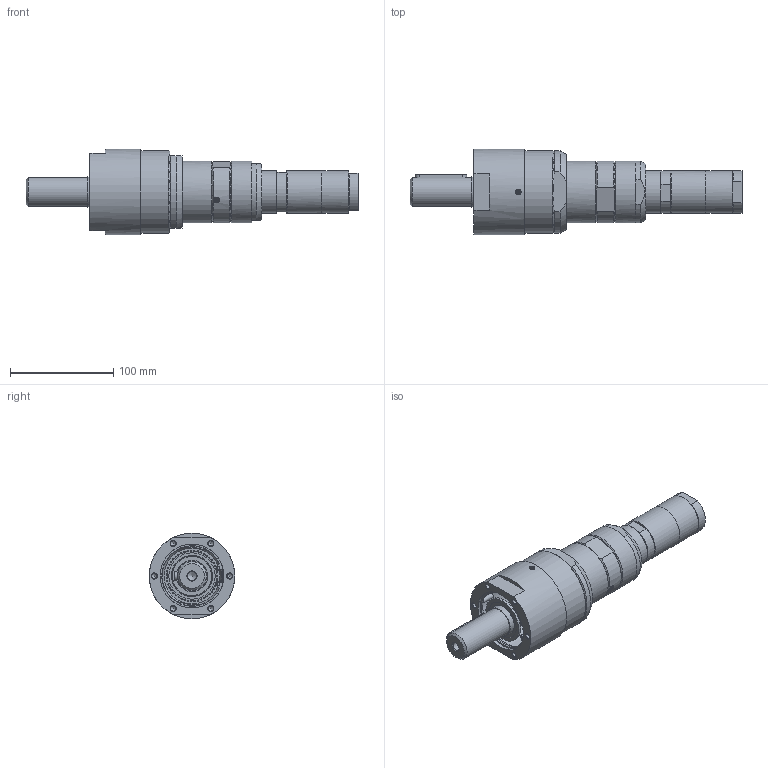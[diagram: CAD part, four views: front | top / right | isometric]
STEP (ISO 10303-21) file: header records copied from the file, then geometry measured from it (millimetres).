
FILE_DESCRIPTION(/* description */ (''),/* implementation_level */ '2;1');
FILE_NAME(/* name */ 'MUD 23-7_60008967.stp',/* time_stamp */ '2018-10-23T17:40:33+02:00',/* author */ ('flambert'),/* organization */ (''),/* preprocessor_version */ 'ST-DEVELOPER v17',/* originating_system */ 'Autodesk Inventor 2018',/* authorisation */ '');
FILE_SCHEMA (('AUTOMOTIVE_DESIGN { 1 0 10303 214 3 1 1 }'));
Length unit declared in the file: millimetre
Products named in the file (1): MUD 23-7_60008967
Bounding box: 322 x 83 x 83 mm (x, y, z)
Volume: 819573.6 mm3; surface area: 84569.1 mm2
Topology: 1 solids, 58 shells, 594 faces, 1374 edges, 924 vertices
Faces by surface type: cylinder 281, plane 239, cone 55, torus 8, bspline 7, sphere 4
Full cylindrical faces by diameter (mm): 1.55 x4, 2.5 x2, 3.3 x2, 3.6 x2, 4 x3, 4.917 x6, 5 x2, 5.5 x2, 8.376 x1, 11.445 x3, 28 x1, 30 x2, 36.5 x1, 37.633 x1, 38 x1, 40 x1, 41.5 x3, 42 x1, 45 x1, 60 x2, 62 x2, 65 x1, 68.178 x1, 68.376 x1, 80 x1, 83 x1
Entity records: 17979 total; most frequent: CARTESIAN_POINT 3436, DIRECTION 3160, ORIENTED_EDGE 2734, EDGE_CURVE 1367, AXIS2_PLACEMENT_3D 1299, VERTEX_POINT 924, CIRCLE 711, EDGE_LOOP 643
